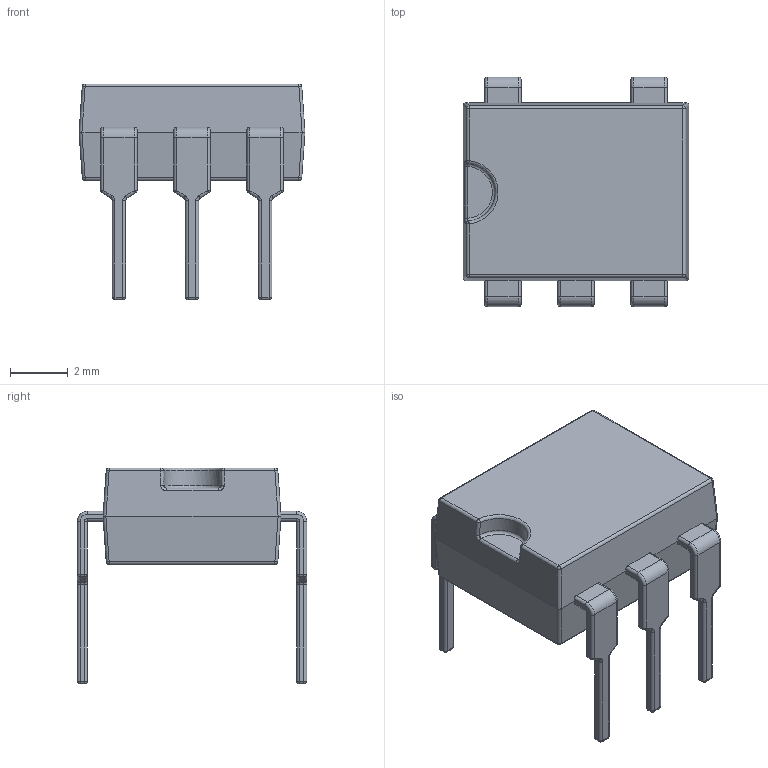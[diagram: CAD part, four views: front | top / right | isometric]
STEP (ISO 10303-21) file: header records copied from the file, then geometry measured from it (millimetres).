
FILE_DESCRIPTION(/* description */ (''),/* implementation_level */ '2;1');
FILE_NAME(/* name */ 'DIP-5 W7.62mm Package.STEP',/* time_stamp */ '2019-09-17T11:56:03+02:00',/* author */ ('PCB-Tech'),/* organization */ (''),/* preprocessor_version */ 'ST-DEVELOPER v17',/* originating_system */ 'Autodesk Inventor 2019',/* authorisation */ '');
FILE_SCHEMA (('AUTOMOTIVE_DESIGN { 1 0 10303 214 3 1 1 }'));
Length unit declared in the file: millimetre
Products named in the file (3): DIP-5 W7.62mm Package; DIP-5 W7.62; IC Beinchen
Assembly tree (6 placements, depth 2):
  DIP-5 W7.62mm Package
    IC Beinchen  x5
    DIP-5 W7.62
Bounding box: 7.84 x 7.97 x 7.5 mm (x, y, z)
Volume: 164.7 mm3; surface area: 285 mm2
Topology: 6 solids, 6 shells, 363 faces, 811 edges, 458 vertices
Faces by surface type: cylinder 169, plane 96, sphere 50, torus 42, bspline 6
Entity records: 4631 total; most frequent: CARTESIAN_POINT 1073, DIRECTION 783, ORIENTED_EDGE 690, EDGE_CURVE 345, AXIS2_PLACEMENT_3D 296, VERTEX_POINT 202, LINE 191, VECTOR 191
